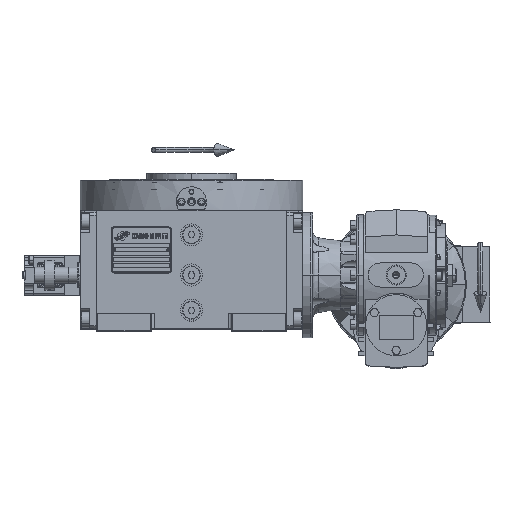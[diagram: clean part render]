
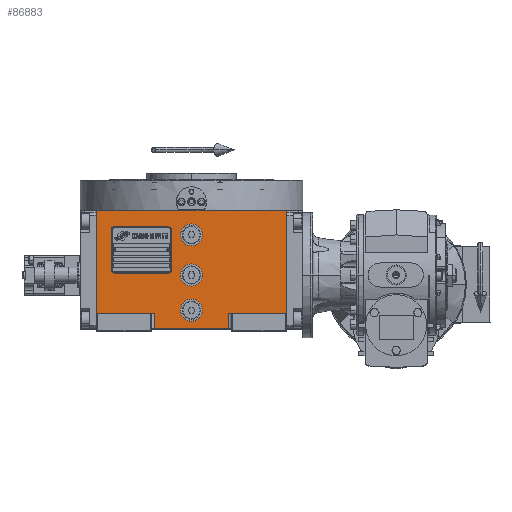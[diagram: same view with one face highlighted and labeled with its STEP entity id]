
A CAD part, top view. The second image highlights one B-rep face of the part: STEP entity #86883.
In plain terms, the highlighted planar face has unit normal (0, 0, 1).
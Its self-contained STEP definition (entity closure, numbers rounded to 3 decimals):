
#435 = VERTEX_POINT ( 'NONE', #101397 ) ;
#1554 = EDGE_CURVE ( 'NONE', #66336, #15054, #63658, .T. ) ;
#1686 = CARTESIAN_POINT ( 'NONE',  ( 0., -35., 163.5 ) ) ;
#2137 = ORIENTED_EDGE ( 'NONE', *, *, #1554, .F. ) ;
#2365 = ORIENTED_EDGE ( 'NONE', *, *, #57440, .F. ) ;
#2692 = CARTESIAN_POINT ( 'NONE',  ( 11., 0., 163.5 ) ) ;
#4157 = LINE ( 'NONE', #69705, #96684 ) ;
#6841 = EDGE_CURVE ( 'NONE', #48978, #116350, #101910, .T. ) ;
#8019 = CARTESIAN_POINT ( 'NONE',  ( 0., -35., 163.5 ) ) ;
#8129 = EDGE_LOOP ( 'NONE', ( #2137, #2365 ) ) ;
#8634 = DIRECTION ( 'NONE',  ( 1., 0., 0. ) ) ;
#8939 = AXIS2_PLACEMENT_3D ( 'NONE', #65949, #45386, #19131 ) ;
#9923 = VECTOR ( 'NONE', #41773, 1000. ) ;
#11333 = PLANE ( 'NONE',  #46610 ) ;
#11630 = VECTOR ( 'NONE', #35737, 1000. ) ;
#11956 = DIRECTION ( 'NONE',  ( 0., 1., 0. ) ) ;
#12889 = CARTESIAN_POINT ( 'NONE',  ( 11., 40., 163.5 ) ) ;
#14157 = CARTESIAN_POINT ( 'NONE',  ( 0., 40., 163.5 ) ) ;
#15054 = VERTEX_POINT ( 'NONE', #84379 ) ;
#16189 = AXIS2_PLACEMENT_3D ( 'NONE', #14157, #32266, #41653 ) ;
#18678 = EDGE_CURVE ( 'NONE', #48517, #20671, #94424, .T. ) ;
#18794 = VERTEX_POINT ( 'NONE', #41309 ) ;
#19131 = DIRECTION ( 'NONE',  ( -1., 0., 0. ) ) ;
#19435 = VERTEX_POINT ( 'NONE', #103959 ) ;
#19470 = LINE ( 'NONE', #57540, #51620 ) ;
#20671 = VERTEX_POINT ( 'NONE', #95208 ) ;
#21933 = FACE_BOUND ( 'NONE', #8129, .T. ) ;
#21958 = CIRCLE ( 'NONE', #91755, 11. ) ;
#23148 = FACE_BOUND ( 'NONE', #72818, .T. ) ;
#23274 = EDGE_CURVE ( 'NONE', #19435, #74141, #69774, .T. ) ;
#26198 = CARTESIAN_POINT ( 'NONE',  ( -94.5, 64.5, 163.5 ) ) ;
#26340 = LINE ( 'NONE', #119400, #46179 ) ;
#28847 = DIRECTION ( 'NONE',  ( 1., 0., 0. ) ) ;
#29639 = ORIENTED_EDGE ( 'NONE', *, *, #23274, .F. ) ;
#30057 = FACE_OUTER_BOUND ( 'NONE', #31332, .T. ) ;
#31283 = FACE_BOUND ( 'NONE', #96760, .T. ) ;
#31332 = EDGE_LOOP ( 'NONE', ( #78758, #50219, #119241, #101112, #42104, #29639, #115761, #76521 ) ) ;
#31742 = VERTEX_POINT ( 'NONE', #56250 ) ;
#32266 = DIRECTION ( 'NONE',  ( 0., 0., 1. ) ) ;
#32386 = CARTESIAN_POINT ( 'NONE',  ( -37., -53.5, 163.5 ) ) ;
#33666 = EDGE_CURVE ( 'NONE', #116350, #48978, #74684, .T. ) ;
#34663 = CARTESIAN_POINT ( 'NONE',  ( -11., 40., 163.5 ) ) ;
#34841 = CARTESIAN_POINT ( 'NONE',  ( 0., 0., 163.5 ) ) ;
#35737 = DIRECTION ( 'NONE',  ( 0., -1., 0. ) ) ;
#36059 = AXIS2_PLACEMENT_3D ( 'NONE', #34841, #80450, #53589 ) ;
#36501 = DIRECTION ( 'NONE',  ( 0., 0., 1. ) ) ;
#37328 = VECTOR ( 'NONE', #119411, 1000. ) ;
#41309 = CARTESIAN_POINT ( 'NONE',  ( 37., -38.5, 163.5 ) ) ;
#41653 = DIRECTION ( 'NONE',  ( 1., 0., 0. ) ) ;
#41773 = DIRECTION ( 'NONE',  ( 0., 1., 0. ) ) ;
#42104 = ORIENTED_EDGE ( 'NONE', *, *, #121140, .F. ) ;
#45386 = DIRECTION ( 'NONE',  ( 0., 0., 1. ) ) ;
#46179 = VECTOR ( 'NONE', #82537, 1000. ) ;
#46610 = AXIS2_PLACEMENT_3D ( 'NONE', #79967, #96269, #79342 ) ;
#48517 = VERTEX_POINT ( 'NONE', #58010 ) ;
#48978 = VERTEX_POINT ( 'NONE', #12889 ) ;
#50159 = EDGE_CURVE ( 'NONE', #19435, #95055, #4157, .T. ) ;
#50219 = ORIENTED_EDGE ( 'NONE', *, *, #55307, .F. ) ;
#51620 = VECTOR ( 'NONE', #11956, 1000. ) ;
#53589 = DIRECTION ( 'NONE',  ( 1., 0., 0. ) ) ;
#53635 = ORIENTED_EDGE ( 'NONE', *, *, #77246, .F. ) ;
#55307 = EDGE_CURVE ( 'NONE', #18794, #20671, #121299, .T. ) ;
#56250 = CARTESIAN_POINT ( 'NONE',  ( 94.5, 64.5, 163.5 ) ) ;
#57440 = EDGE_CURVE ( 'NONE', #15054, #66336, #21958, .T. ) ;
#57540 = CARTESIAN_POINT ( 'NONE',  ( 94.5, -38.5, 163.5 ) ) ;
#58010 = CARTESIAN_POINT ( 'NONE',  ( -37., -53.5, 163.5 ) ) ;
#58498 = DIRECTION ( 'NONE',  ( 0., 0., 1. ) ) ;
#58673 = AXIS2_PLACEMENT_3D ( 'NONE', #122050, #36501, #74555 ) ;
#59320 = VECTOR ( 'NONE', #28847, 1000. ) ;
#61542 = DIRECTION ( 'NONE',  ( 1., 0., 0. ) ) ;
#63658 = CIRCLE ( 'NONE', #79401, 11. ) ;
#64693 = VECTOR ( 'NONE', #117875, 1000. ) ;
#65695 = CARTESIAN_POINT ( 'NONE',  ( -37., -53.5, 163.5 ) ) ;
#65949 = CARTESIAN_POINT ( 'NONE',  ( 0., 40., 163.5 ) ) ;
#66336 = VERTEX_POINT ( 'NONE', #115550 ) ;
#66437 = ORIENTED_EDGE ( 'NONE', *, *, #6841, .F. ) ;
#69705 = CARTESIAN_POINT ( 'NONE',  ( -94.5, -38.5, 163.5 ) ) ;
#69774 = LINE ( 'NONE', #87908, #64693 ) ;
#72818 = EDGE_LOOP ( 'NONE', ( #66437, #111619 ) ) ;
#73785 = VERTEX_POINT ( 'NONE', #83148 ) ;
#74141 = VERTEX_POINT ( 'NONE', #26198 ) ;
#74555 = DIRECTION ( 'NONE',  ( -1., 0., 0. ) ) ;
#74684 = CIRCLE ( 'NONE', #8939, 11. ) ;
#76521 = ORIENTED_EDGE ( 'NONE', *, *, #117667, .F. ) ;
#77246 = EDGE_CURVE ( 'NONE', #435, #89232, #90580, .T. ) ;
#78758 = ORIENTED_EDGE ( 'NONE', *, *, #18678, .T. ) ;
#79342 = DIRECTION ( 'NONE',  ( 1., 0., 0. ) ) ;
#79401 = AXIS2_PLACEMENT_3D ( 'NONE', #8019, #92910, #8634 ) ;
#79967 = CARTESIAN_POINT ( 'NONE',  ( -94.5, -53.5, 163.5 ) ) ;
#80450 = DIRECTION ( 'NONE',  ( 0., 0., 1. ) ) ;
#81292 = CARTESIAN_POINT ( 'NONE',  ( 37., -38.5, 163.5 ) ) ;
#82537 = DIRECTION ( 'NONE',  ( 1., 0., 0. ) ) ;
#83148 = CARTESIAN_POINT ( 'NONE',  ( 94.5, -38.5, 163.5 ) ) ;
#84379 = CARTESIAN_POINT ( 'NONE',  ( -11., -35., 163.5 ) ) ;
#86883 = ADVANCED_FACE ( 'NONE', ( #31283, #21933, #23148, #30057 ), #11333, .T. ) ;
#87842 = DIRECTION ( 'NONE',  ( -1., 0., 0. ) ) ;
#87908 = CARTESIAN_POINT ( 'NONE',  ( -94.5, -38.5, 163.5 ) ) ;
#89232 = VERTEX_POINT ( 'NONE', #2692 ) ;
#89893 = CIRCLE ( 'NONE', #36059, 11. ) ;
#90539 = EDGE_CURVE ( 'NONE', #18794, #73785, #118200, .T. ) ;
#90580 = CIRCLE ( 'NONE', #58673, 11. ) ;
#91755 = AXIS2_PLACEMENT_3D ( 'NONE', #1686, #58498, #87842 ) ;
#92885 = ORIENTED_EDGE ( 'NONE', *, *, #96175, .F. ) ;
#92910 = DIRECTION ( 'NONE',  ( 0., 0., 1. ) ) ;
#94116 = CARTESIAN_POINT ( 'NONE',  ( -37., -38.5, 163.5 ) ) ;
#94424 = LINE ( 'NONE', #65695, #59320 ) ;
#95055 = VERTEX_POINT ( 'NONE', #94116 ) ;
#95208 = CARTESIAN_POINT ( 'NONE',  ( 37., -53.5, 163.5 ) ) ;
#96175 = EDGE_CURVE ( 'NONE', #89232, #435, #89893, .T. ) ;
#96269 = DIRECTION ( 'NONE',  ( 0., 0., 1. ) ) ;
#96684 = VECTOR ( 'NONE', #61542, 1000. ) ;
#96760 = EDGE_LOOP ( 'NONE', ( #92885, #53635 ) ) ;
#99806 = LINE ( 'NONE', #32386, #9923 ) ;
#101112 = ORIENTED_EDGE ( 'NONE', *, *, #117109, .T. ) ;
#101397 = CARTESIAN_POINT ( 'NONE',  ( -11., 0., 163.5 ) ) ;
#101910 = CIRCLE ( 'NONE', #16189, 11. ) ;
#103959 = CARTESIAN_POINT ( 'NONE',  ( -94.5, -38.5, 163.5 ) ) ;
#111619 = ORIENTED_EDGE ( 'NONE', *, *, #33666, .F. ) ;
#112523 = CARTESIAN_POINT ( 'NONE',  ( 37., -38.5, 163.5 ) ) ;
#115550 = CARTESIAN_POINT ( 'NONE',  ( 11., -35., 163.5 ) ) ;
#115761 = ORIENTED_EDGE ( 'NONE', *, *, #50159, .T. ) ;
#116350 = VERTEX_POINT ( 'NONE', #34663 ) ;
#117109 = EDGE_CURVE ( 'NONE', #73785, #31742, #19470, .T. ) ;
#117667 = EDGE_CURVE ( 'NONE', #48517, #95055, #99806, .T. ) ;
#117875 = DIRECTION ( 'NONE',  ( 0., 1., 0. ) ) ;
#118200 = LINE ( 'NONE', #81292, #37328 ) ;
#119241 = ORIENTED_EDGE ( 'NONE', *, *, #90539, .T. ) ;
#119400 = CARTESIAN_POINT ( 'NONE',  ( -94.5, 64.5, 163.5 ) ) ;
#119411 = DIRECTION ( 'NONE',  ( 1., 0., 0. ) ) ;
#121140 = EDGE_CURVE ( 'NONE', #74141, #31742, #26340, .T. ) ;
#121299 = LINE ( 'NONE', #112523, #11630 ) ;
#122050 = CARTESIAN_POINT ( 'NONE',  ( 0., 0., 163.5 ) ) ;
